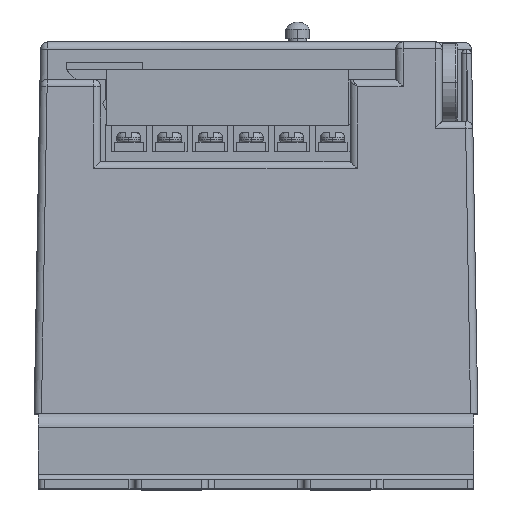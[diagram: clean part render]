
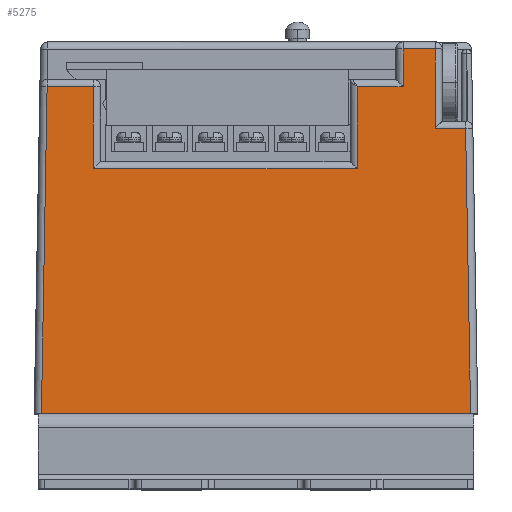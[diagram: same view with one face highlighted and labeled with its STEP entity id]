
A CAD part, top view. The second image highlights one B-rep face of the part: STEP entity #5275.
In plain terms, the highlighted planar face has unit normal (0, 0.018, 1).
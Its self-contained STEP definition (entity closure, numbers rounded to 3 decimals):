
#305 = EDGE_CURVE ( 'NONE', #2046, #13323, #19668, .T. ) ;
#418 = FACE_OUTER_BOUND ( 'NONE', #5408, .T. ) ;
#629 = LINE ( 'NONE', #10530, #20516 ) ;
#796 = VERTEX_POINT ( 'NONE', #14068 ) ;
#1146 = LINE ( 'NONE', #6016, #8056 ) ;
#1165 = CARTESIAN_POINT ( 'NONE',  ( 30.5, 75.526, 57.682 ) ) ;
#1276 = CARTESIAN_POINT ( 'NONE',  ( -33.7, 50.726, 58.115 ) ) ;
#1317 = EDGE_CURVE ( 'NONE', #13323, #12192, #1635, .T. ) ;
#1577 = CARTESIAN_POINT ( 'NONE',  ( -46., 75.526, 57.682 ) ) ;
#1635 = LINE ( 'NONE', #14886, #18148 ) ;
#1673 = EDGE_CURVE ( 'NONE', #16621, #2046, #20379, .T. ) ;
#1684 = DIRECTION ( 'NONE',  ( 0., -1., 0.017 ) ) ;
#1806 = CARTESIAN_POINT ( 'NONE',  ( -44.501, -0.026, 59. ) ) ;
#2046 = VERTEX_POINT ( 'NONE', #18513 ) ;
#2077 = ORIENTED_EDGE ( 'NONE', *, *, #21370, .T. ) ;
#2120 = DIRECTION ( 'NONE',  ( -0.017, -1., 0.017 ) ) ;
#2919 = VECTOR ( 'NONE', #19566, 1000. ) ;
#3172 = ORIENTED_EDGE ( 'NONE', *, *, #13816, .T. ) ;
#3200 = DIRECTION ( 'NONE',  ( -1., 0., 0. ) ) ;
#3544 = VECTOR ( 'NONE', #14166, 1000. ) ;
#3764 = DIRECTION ( 'NONE',  ( -1., 0., 0. ) ) ;
#4486 = CARTESIAN_POINT ( 'NONE',  ( 44.473, 1.579, 58.972 ) ) ;
#4689 = VERTEX_POINT ( 'NONE', #11134 ) ;
#4784 = CARTESIAN_POINT ( 'NONE',  ( -43.318, 67.726, 57.818 ) ) ;
#5018 = ORIENTED_EDGE ( 'NONE', *, *, #305, .T. ) ;
#5275 = ADVANCED_FACE ( 'NONE', ( #418 ), #20522, .T. ) ;
#5338 = CARTESIAN_POINT ( 'NONE',  ( -33.7, 67.726, 57.818 ) ) ;
#5408 = EDGE_LOOP ( 'NONE', ( #18846, #20437, #2077, #14267, #18396, #3172, #16541, #5018, #18680, #5587, #10683, #5574 ) ) ;
#5574 = ORIENTED_EDGE ( 'NONE', *, *, #13482, .T. ) ;
#5587 = ORIENTED_EDGE ( 'NONE', *, *, #10647, .T. ) ;
#5712 = VERTEX_POINT ( 'NONE', #5911 ) ;
#5911 = CARTESIAN_POINT ( 'NONE',  ( 44.5, 0., 59. ) ) ;
#6016 = CARTESIAN_POINT ( 'NONE',  ( -46., 67.726, 57.818 ) ) ;
#6148 = LINE ( 'NONE', #20937, #7197 ) ;
#6322 = LINE ( 'NONE', #1577, #15149 ) ;
#7197 = VECTOR ( 'NONE', #11048, 1000. ) ;
#7312 = CARTESIAN_POINT ( 'NONE',  ( 21., 50.726, 58.115 ) ) ;
#7468 = VECTOR ( 'NONE', #1684, 1000. ) ;
#7561 = VECTOR ( 'NONE', #2120, 1000. ) ;
#7759 = DIRECTION ( 'NONE',  ( -1., 0., 0. ) ) ;
#8056 = VECTOR ( 'NONE', #7759, 1000. ) ;
#9526 = DIRECTION ( 'NONE',  ( 0., -1., 0.017 ) ) ;
#9855 = CARTESIAN_POINT ( 'NONE',  ( 37.156, 59.076, 57.969 ) ) ;
#9872 = AXIS2_PLACEMENT_3D ( 'NONE', #17259, #15740, #13805 ) ;
#10367 = DIRECTION ( 'NONE',  ( 1., 0., 0. ) ) ;
#10530 = CARTESIAN_POINT ( 'NONE',  ( -33.7, 0., 59. ) ) ;
#10564 = CARTESIAN_POINT ( 'NONE',  ( 30.5, 67.726, 57.818 ) ) ;
#10647 = EDGE_CURVE ( 'NONE', #12192, #15174, #629, .T. ) ;
#10683 = ORIENTED_EDGE ( 'NONE', *, *, #18587, .T. ) ;
#10749 = VECTOR ( 'NONE', #9526, 1000. ) ;
#10787 = LINE ( 'NONE', #4486, #3544 ) ;
#11043 = EDGE_CURVE ( 'NONE', #5712, #17071, #10787, .T. ) ;
#11048 = DIRECTION ( 'NONE',  ( 0., 1., -0.017 ) ) ;
#11134 = CARTESIAN_POINT ( 'NONE',  ( 37.156, 75.526, 57.682 ) ) ;
#11237 = LINE ( 'NONE', #16546, #7468 ) ;
#12192 = VERTEX_POINT ( 'NONE', #1276 ) ;
#12280 = DIRECTION ( 'NONE',  ( 0., 1., -0.017 ) ) ;
#12809 = CARTESIAN_POINT ( 'NONE',  ( 21., 0., 59. ) ) ;
#12950 = VECTOR ( 'NONE', #10367, 1000. ) ;
#13185 = EDGE_CURVE ( 'NONE', #19370, #4689, #6148, .T. ) ;
#13266 = DIRECTION ( 'NONE',  ( -1., 0., 0. ) ) ;
#13275 = CARTESIAN_POINT ( 'NONE',  ( 43.469, 59.076, 57.969 ) ) ;
#13323 = VERTEX_POINT ( 'NONE', #7312 ) ;
#13482 = EDGE_CURVE ( 'NONE', #16965, #796, #16999, .T. ) ;
#13698 = EDGE_CURVE ( 'NONE', #4689, #15607, #6322, .T. ) ;
#13805 = DIRECTION ( 'NONE',  ( 0., -1., 0.017 ) ) ;
#13816 = EDGE_CURVE ( 'NONE', #15607, #16621, #11237, .T. ) ;
#14068 = CARTESIAN_POINT ( 'NONE',  ( -44.5, 0., 59. ) ) ;
#14166 = DIRECTION ( 'NONE',  ( -0.017, 1., -0.017 ) ) ;
#14267 = ORIENTED_EDGE ( 'NONE', *, *, #13185, .T. ) ;
#14516 = EDGE_CURVE ( 'NONE', #796, #5712, #20469, .T. ) ;
#14787 = VECTOR ( 'NONE', #3764, 1000. ) ;
#14886 = CARTESIAN_POINT ( 'NONE',  ( -32.2, 50.726, 58.115 ) ) ;
#15149 = VECTOR ( 'NONE', #3200, 1000. ) ;
#15174 = VERTEX_POINT ( 'NONE', #5338 ) ;
#15607 = VERTEX_POINT ( 'NONE', #1165 ) ;
#15740 = DIRECTION ( 'NONE',  ( 0., 0.017, 1. ) ) ;
#15872 = CARTESIAN_POINT ( 'NONE',  ( 38.656, 59.076, 57.969 ) ) ;
#16541 = ORIENTED_EDGE ( 'NONE', *, *, #1673, .T. ) ;
#16546 = CARTESIAN_POINT ( 'NONE',  ( 30.5, 0., 59. ) ) ;
#16621 = VERTEX_POINT ( 'NONE', #10564 ) ;
#16965 = VERTEX_POINT ( 'NONE', #4784 ) ;
#16999 = LINE ( 'NONE', #1806, #7561 ) ;
#17071 = VERTEX_POINT ( 'NONE', #13275 ) ;
#17259 = CARTESIAN_POINT ( 'NONE',  ( -46., 0., 59. ) ) ;
#18148 = VECTOR ( 'NONE', #13266, 1000. ) ;
#18396 = ORIENTED_EDGE ( 'NONE', *, *, #13698, .T. ) ;
#18513 = CARTESIAN_POINT ( 'NONE',  ( 21., 67.726, 57.818 ) ) ;
#18587 = EDGE_CURVE ( 'NONE', #15174, #16965, #1146, .T. ) ;
#18648 = CARTESIAN_POINT ( 'NONE',  ( -46., 67.726, 57.818 ) ) ;
#18680 = ORIENTED_EDGE ( 'NONE', *, *, #1317, .T. ) ;
#18846 = ORIENTED_EDGE ( 'NONE', *, *, #14516, .T. ) ;
#19370 = VERTEX_POINT ( 'NONE', #9855 ) ;
#19566 = DIRECTION ( 'NONE',  ( -1., 0., 0. ) ) ;
#19668 = LINE ( 'NONE', #12809, #10749 ) ;
#20173 = CARTESIAN_POINT ( 'NONE',  ( -46., 0., 59. ) ) ;
#20379 = LINE ( 'NONE', #18648, #14787 ) ;
#20437 = ORIENTED_EDGE ( 'NONE', *, *, #11043, .T. ) ;
#20469 = LINE ( 'NONE', #20173, #12950 ) ;
#20516 = VECTOR ( 'NONE', #12280, 1000. ) ;
#20522 = PLANE ( 'NONE',  #9872 ) ;
#20937 = CARTESIAN_POINT ( 'NONE',  ( 37.156, 0., 59. ) ) ;
#21184 = LINE ( 'NONE', #15872, #2919 ) ;
#21370 = EDGE_CURVE ( 'NONE', #17071, #19370, #21184, .T. ) ;
